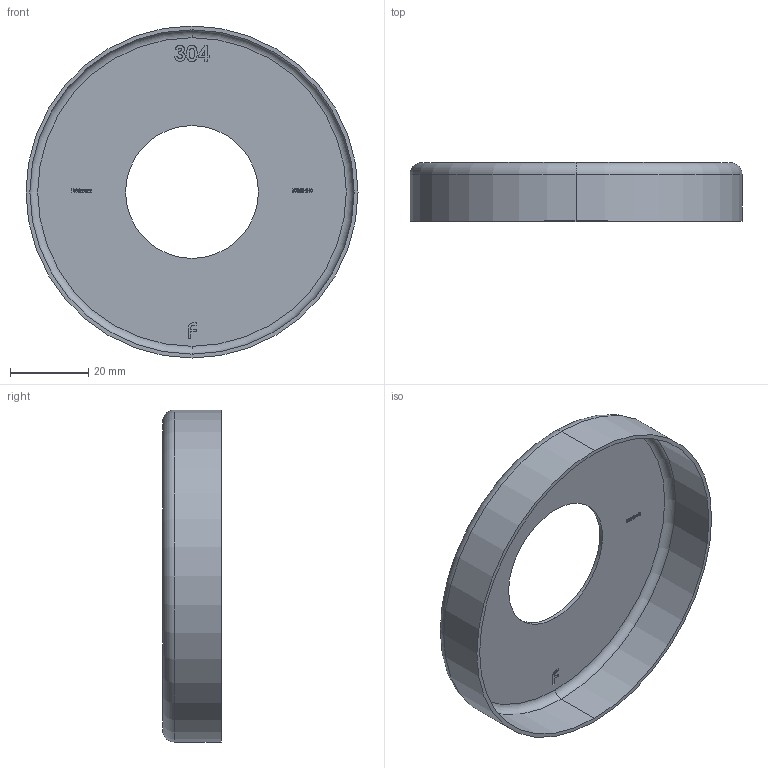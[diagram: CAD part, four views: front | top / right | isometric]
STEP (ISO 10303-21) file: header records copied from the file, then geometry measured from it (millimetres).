
FILE_DESCRIPTION (( 'STEP AP203' ), '1' );
FILE_NAME ('50825-240.step', '2020-11-05T12:45:03', ( '' ), ( '' ), 'SwSTEP 2.0', 'SolidWorks 2018', '' );
FILE_SCHEMA (( 'CONFIG_CONTROL_DESIGN' ));
Length unit declared in the file: millimetre
Products named in the file (2): 50825-240
Bounding box: 85 x 15 x 85 mm (x, y, z)
Volume: 8172.4 mm3; surface area: 16735.2 mm2
Topology: 1 solids, 1 shells, 302 faces, 800 edges, 532 vertices
Faces by surface type: plane 156, bspline 136, cylinder 6, torus 4
Entity records: 17123 total; most frequent: CARTESIAN_POINT 10380, ORIENTED_EDGE 1600, DIRECTION 884, EDGE_CURVE 800, VERTEX_POINT 532, LINE 508, VECTOR 508, EDGE_LOOP 336
